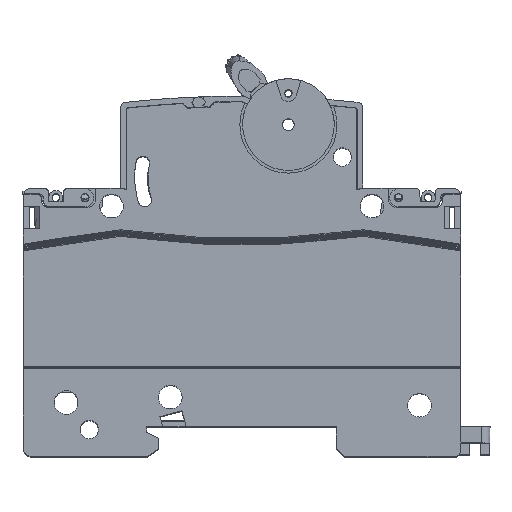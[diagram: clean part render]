
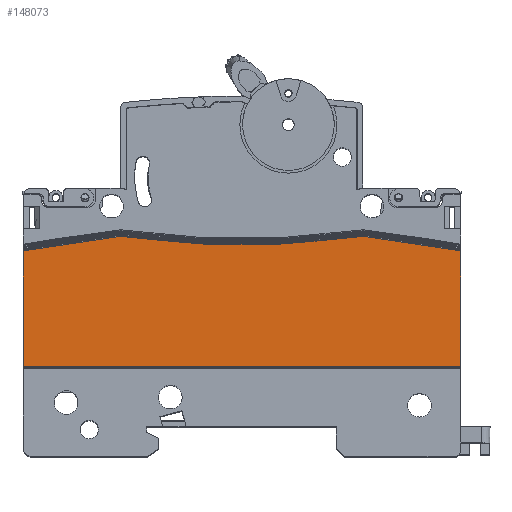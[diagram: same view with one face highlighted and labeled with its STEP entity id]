
A CAD part, top view. The second image highlights one B-rep face of the part: STEP entity #148073.
In plain terms, the highlighted planar face has unit normal (0, 0, 1).
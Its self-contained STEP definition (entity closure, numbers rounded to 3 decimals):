
#3113 = VERTEX_POINT ( 'NONE', #126536 ) ;
#8303 = CARTESIAN_POINT ( 'NONE',  ( 13.91, -20.698, 59. ) ) ;
#10731 = CARTESIAN_POINT ( 'NONE',  ( 31.9, -44.8, 59. ) ) ;
#12738 = VERTEX_POINT ( 'NONE', #99285 ) ;
#13108 = CARTESIAN_POINT ( 'NONE',  ( 0., 0., 59. ) ) ;
#14239 = ORIENTED_EDGE ( 'NONE', *, *, #82334, .T. ) ;
#14482 = CARTESIAN_POINT ( 'NONE',  ( 13.91, -20.698, 59. ) ) ;
#28023 = CARTESIAN_POINT ( 'NONE',  ( 6.444, -21.766, 59. ) ) ;
#29174 = CARTESIAN_POINT ( 'NONE',  ( -16.14, -22.3, 59. ) ) ;
#29374 = DIRECTION ( 'NONE',  ( 0., 0., 1. ) ) ;
#30549 = CARTESIAN_POINT ( 'NONE',  ( -31.11, -20.698, 59. ) ) ;
#36455 = CARTESIAN_POINT ( 'NONE',  ( -22.1, -44.8, 59. ) ) ;
#39816 = VECTOR ( 'NONE', #167367, 1000. ) ;
#41874 = CARTESIAN_POINT ( 'NONE',  ( -49.1, -44.8, 59. ) ) ;
#45154 = CARTESIAN_POINT ( 'NONE',  ( -43.142, -22.245, 59. ) ) ;
#56037 = VERTEX_POINT ( 'NONE', #14482 ) ;
#56640 = VECTOR ( 'NONE', #165542, 1000. ) ;
#57253 = CARTESIAN_POINT ( 'NONE',  ( 31.9, 0., 59. ) ) ;
#58835 = CARTESIAN_POINT ( 'NONE',  ( -49.1, 0., 59. ) ) ;
#61754 = B_SPLINE_CURVE_WITH_KNOTS ( 'NONE', 3,
 ( #97403, #169306, #45154, #153044 ),
 .UNSPECIFIED., .F., .F.,
 ( 4, 4 ),
 ( 0., 1. ),
 .UNSPECIFIED. ) ;
#69920 = ORIENTED_EDGE ( 'NONE', *, *, #201062, .T. ) ;
#70759 = EDGE_CURVE ( 'NONE', #12738, #3113, #165078, .T. ) ;
#80818 = LINE ( 'NONE', #58835, #56640 ) ;
#82334 = EDGE_CURVE ( 'NONE', #3113, #56037, #148492, .T. ) ;
#86870 = ORIENTED_EDGE ( 'NONE', *, *, #70759, .T. ) ;
#88107 = EDGE_LOOP ( 'NONE', ( #119626, #69920, #86870, #14239, #94467, #99947 ) ) ;
#94262 = B_SPLINE_CURVE_WITH_KNOTS ( 'NONE', 3,
 ( #8303, #28023, #203297, #29174, #135973, #206734 ),
 .UNSPECIFIED., .F., .F.,
 ( 4, 2, 4 ),
 ( 0., 0.5, 1. ),
 .UNSPECIFIED. ) ;
#94467 = ORIENTED_EDGE ( 'NONE', *, *, #216153, .T. ) ;
#97403 = CARTESIAN_POINT ( 'NONE',  ( -31.11, -20.698, 59. ) ) ;
#98331 = EDGE_CURVE ( 'NONE', #104325, #225340, #80818, .T. ) ;
#98423 = B_SPLINE_CURVE_WITH_KNOTS ( 'NONE', 3,
 ( #124676, #36455, #107265, #10731 ),
 .UNSPECIFIED., .F., .F.,
 ( 4, 4 ),
 ( 0., 1. ),
 .UNSPECIFIED. ) ;
#99054 = FACE_OUTER_BOUND ( 'NONE', #88107, .T. ) ;
#99285 = CARTESIAN_POINT ( 'NONE',  ( 31.9, -44.8, 59. ) ) ;
#99947 = ORIENTED_EDGE ( 'NONE', *, *, #101177, .T. ) ;
#100202 = DIRECTION ( 'NONE',  ( 1., 0., 0. ) ) ;
#101177 = EDGE_CURVE ( 'NONE', #196150, #104325, #61754, .T. ) ;
#104325 = VERTEX_POINT ( 'NONE', #182549 ) ;
#107265 = CARTESIAN_POINT ( 'NONE',  ( 4.9, -44.8, 59. ) ) ;
#117623 = PLANE ( 'NONE',  #147389 ) ;
#119626 = ORIENTED_EDGE ( 'NONE', *, *, #98331, .T. ) ;
#121223 = CARTESIAN_POINT ( 'NONE',  ( 19.946, -21.343, 59. ) ) ;
#124676 = CARTESIAN_POINT ( 'NONE',  ( -49.1, -44.8, 59. ) ) ;
#126536 = CARTESIAN_POINT ( 'NONE',  ( 31.9, -23.404, 59. ) ) ;
#135973 = CARTESIAN_POINT ( 'NONE',  ( -23.643, -21.766, 59. ) ) ;
#147389 = AXIS2_PLACEMENT_3D ( 'NONE', #13108, #29374, #100202 ) ;
#148073 = ADVANCED_FACE ( 'NONE', ( #99054 ), #117623, .T. ) ;
#148492 = B_SPLINE_CURVE_WITH_KNOTS ( 'NONE', 3,
 ( #190817, #191980, #121223, #174553 ),
 .UNSPECIFIED., .F., .F.,
 ( 4, 4 ),
 ( 0., 1. ),
 .UNSPECIFIED. ) ;
#153044 = CARTESIAN_POINT ( 'NONE',  ( -49.1, -23.404, 59. ) ) ;
#165078 = LINE ( 'NONE', #57253, #39816 ) ;
#165542 = DIRECTION ( 'NONE',  ( 0., -1., 0. ) ) ;
#167367 = DIRECTION ( 'NONE',  ( 0., 1., 0. ) ) ;
#169306 = CARTESIAN_POINT ( 'NONE',  ( -37.146, -21.343, 59. ) ) ;
#174553 = CARTESIAN_POINT ( 'NONE',  ( 13.91, -20.698, 59. ) ) ;
#182549 = CARTESIAN_POINT ( 'NONE',  ( -49.1, -23.404, 59. ) ) ;
#190817 = CARTESIAN_POINT ( 'NONE',  ( 31.9, -23.404, 59. ) ) ;
#191980 = CARTESIAN_POINT ( 'NONE',  ( 25.942, -22.245, 59. ) ) ;
#196150 = VERTEX_POINT ( 'NONE', #30549 ) ;
#201062 = EDGE_CURVE ( 'NONE', #225340, #12738, #98423, .T. ) ;
#203297 = CARTESIAN_POINT ( 'NONE',  ( -1.06, -22.3, 59. ) ) ;
#206734 = CARTESIAN_POINT ( 'NONE',  ( -31.11, -20.698, 59. ) ) ;
#216153 = EDGE_CURVE ( 'NONE', #56037, #196150, #94262, .T. ) ;
#225340 = VERTEX_POINT ( 'NONE', #41874 ) ;
